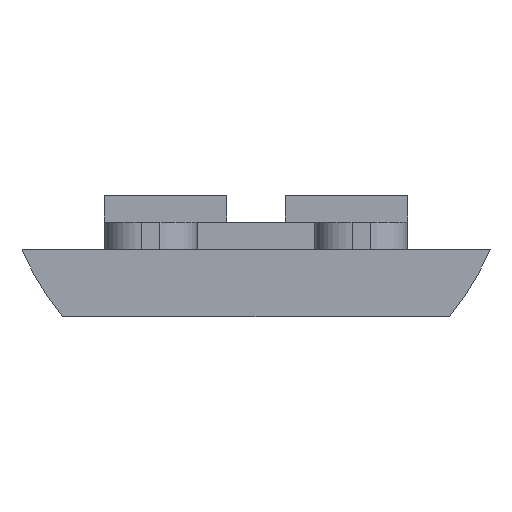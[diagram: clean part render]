
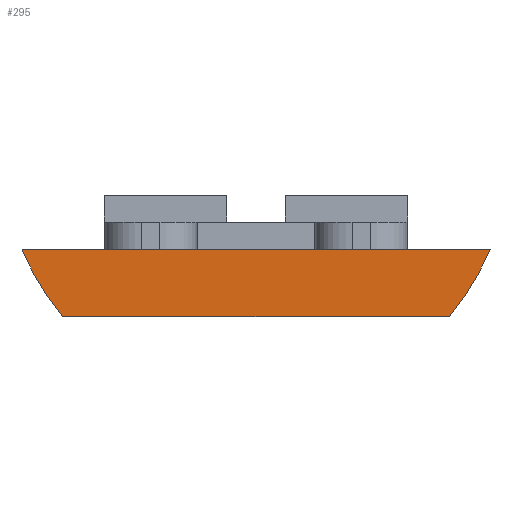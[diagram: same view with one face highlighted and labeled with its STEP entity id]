
A CAD part, left-side view. The second image highlights one B-rep face of the part: STEP entity #295.
In plain terms, the highlighted planar face has unit normal (-1, 0, 0).
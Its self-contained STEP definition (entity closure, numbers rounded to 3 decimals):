
#21 = EDGE_CURVE('',#22,#24,#26,.T.);
#22 = VERTEX_POINT('',#23);
#23 = CARTESIAN_POINT('',(-18.071,13.891,
    -1.611));
#24 = VERTEX_POINT('',#25);
#25 = CARTESIAN_POINT('',(-18.071,-13.891,
    -1.611));
#26 = LINE('',#27,#28);
#27 = CARTESIAN_POINT('',(-18.071,13.891,
    -1.611));
#28 = VECTOR('',#29,1.);
#29 = DIRECTION('',(0.,-1.,0.));
#295 = ADVANCED_FACE('',(#296),#323,.F.);
#296 = FACE_BOUND('',#297,.F.);
#297 = EDGE_LOOP('',(#298,#299,#308,#316));
#298 = ORIENTED_EDGE('',*,*,#21,.T.);
#299 = ORIENTED_EDGE('',*,*,#300,.F.);
#300 = EDGE_CURVE('',#301,#24,#303,.T.);
#301 = VERTEX_POINT('',#302);
#302 = CARTESIAN_POINT('',(-18.071,-11.474,
    -5.611));
#303 = CIRCLE('',#304,15.);
#304 = AXIS2_PLACEMENT_3D('',#305,#306,#307);
#305 = CARTESIAN_POINT('',(-18.071,0.,4.05));
#306 = DIRECTION('',(-1.,0.,0.));
#307 = DIRECTION('',(0.,-1.,0.));
#308 = ORIENTED_EDGE('',*,*,#309,.F.);
#309 = EDGE_CURVE('',#310,#301,#312,.T.);
#310 = VERTEX_POINT('',#311);
#311 = CARTESIAN_POINT('',(-18.071,11.474,
    -5.611));
#312 = LINE('',#313,#314);
#313 = CARTESIAN_POINT('',(-18.071,11.474,
    -5.611));
#314 = VECTOR('',#315,1.);
#315 = DIRECTION('',(0.,-1.,0.));
#316 = ORIENTED_EDGE('',*,*,#317,.F.);
#317 = EDGE_CURVE('',#22,#310,#318,.T.);
#318 = CIRCLE('',#319,15.);
#319 = AXIS2_PLACEMENT_3D('',#320,#321,#322);
#320 = CARTESIAN_POINT('',(-18.071,0.,4.05));
#321 = DIRECTION('',(-1.,0.,0.));
#322 = DIRECTION('',(0.,-1.,0.));
#323 = PLANE('',#324);
#324 = AXIS2_PLACEMENT_3D('',#325,#326,#327);
#325 = CARTESIAN_POINT('',(-18.071,0.,
    -3.459));
#326 = DIRECTION('',(1.,0.,0.));
#327 = DIRECTION('',(0.,0.,1.));
